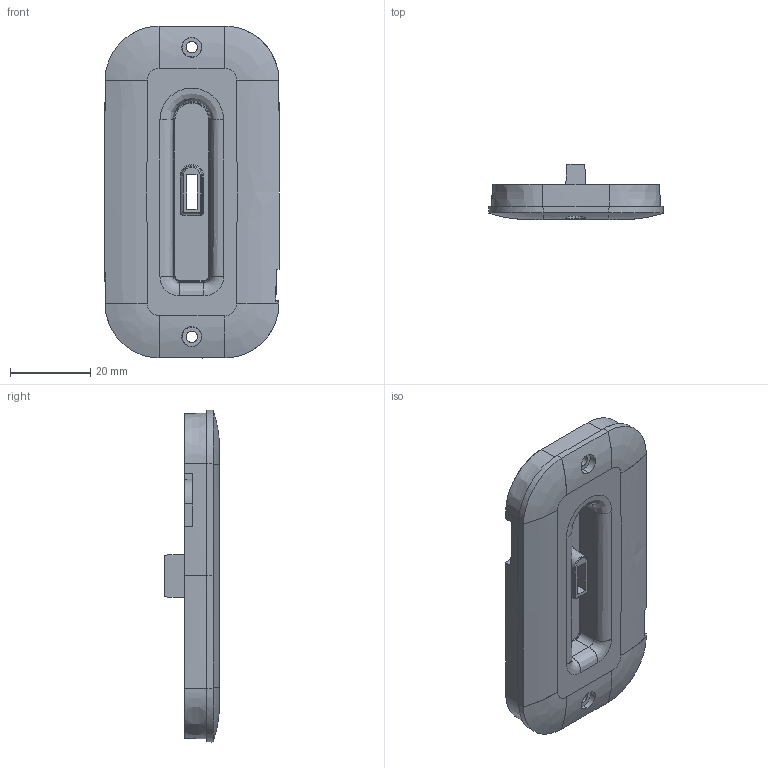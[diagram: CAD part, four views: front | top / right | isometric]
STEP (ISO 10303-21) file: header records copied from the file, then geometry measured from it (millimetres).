
FILE_DESCRIPTION(/* description */ (''),/* implementation_level */ '2;1');
FILE_NAME(/* name */ 'S2.1.1 Bottom cover',/* time_stamp */ '2014-12-16T14:39:52+00:00',/* author */ (''),/* organization */ (''),/* preprocessor_version */ 'ST-DEVELOPER v15',/* originating_system */ '',/* authorisation */ '');
FILE_SCHEMA (('AUTOMOTIVE_DESIGN'));
Length unit declared in the file: millimetre
Products named in the file (1): Document
Bounding box: 43.6 x 13.68 x 82.9 mm (x, y, z)
Surface area: 11723.8 mm2 (no closed solid volume)
Topology: 0 solids, 1 shells, 203 faces, 590 edges, 351 vertices
Faces by surface type: bspline 159, plane 44
Entity records: 19081 total; most frequent: CARTESIAN_POINT 15749, ORIENTED_EDGE 1089, EDGE_CURVE 586, B_SPLINE_CURVE_WITH_KNOTS 443, VERTEX_POINT 351, EDGE_LOOP 215, ADVANCED_FACE 203, FACE_OUTER_BOUND 203
